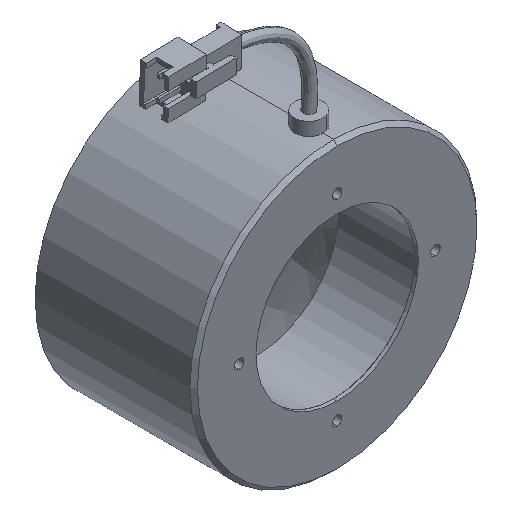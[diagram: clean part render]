
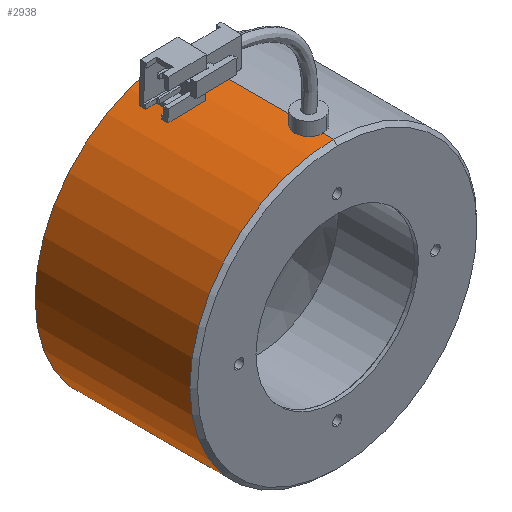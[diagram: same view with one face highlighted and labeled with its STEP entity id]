
A CAD part, isometric view. The second image highlights one B-rep face of the part: STEP entity #2938.
In plain terms, the highlighted cylindrical face has radius 38 mm (diameter 76 mm), a partial arc.
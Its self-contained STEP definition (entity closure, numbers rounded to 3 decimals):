
#94 = DIRECTION ( 'NONE',  ( 0., -1., 0. ) ) ;
#392 = B_SPLINE_CURVE_WITH_KNOTS ( 'NONE', 3,
 ( #4161, #400, #5033, #3351, #1641, #3333, #1241, #2951, #2916, #3365, #5452, #839, #5066, #3776, #4147, #774 ),
 .UNSPECIFIED., .F., .F.,
 ( 4, 2, 2, 2, 2, 2, 2, 4 ),
 ( 0.01, 0.01, 0.011, 0.011, 0.011, 0.012, 0.012, 0.013 ),
 .UNSPECIFIED. ) ;
#400 = CARTESIAN_POINT ( 'NONE',  ( 2.1, -7.638, 37.942 ) ) ;
#439 = LINE ( 'NONE', #4337, #1573 ) ;
#449 = CARTESIAN_POINT ( 'NONE',  ( 0.137, -5.4, 38. ) ) ;
#459 = EDGE_CURVE ( 'NONE', #2606, #3593, #4117, .T. ) ;
#507 = FACE_OUTER_BOUND ( 'NONE', #2308, .T. ) ;
#725 = ORIENTED_EDGE ( 'NONE', *, *, #2685, .F. ) ;
#774 = CARTESIAN_POINT ( 'NONE',  ( 0., -9.6, 38. ) ) ;
#818 = CARTESIAN_POINT ( 'NONE',  ( 0., -9.6, 38. ) ) ;
#839 = CARTESIAN_POINT ( 'NONE',  ( 1.054, -9.322, 37.986 ) ) ;
#901 = EDGE_CURVE ( 'NONE', #1910, #1149, #392, .T. ) ;
#941 = CARTESIAN_POINT ( 'NONE',  ( 1.823, -6.448, 37.956 ) ) ;
#949 = AXIS2_PLACEMENT_3D ( 'NONE', #4698, #94, #2249 ) ;
#1073 = EDGE_CURVE ( 'NONE', #2606, #1149, #4935, .T. ) ;
#1083 = DIRECTION ( 'NONE',  ( 0., 1., 0. ) ) ;
#1149 = VERTEX_POINT ( 'NONE', #818 ) ;
#1241 = CARTESIAN_POINT ( 'NONE',  ( 1.823, -8.552, 37.956 ) ) ;
#1310 = CARTESIAN_POINT ( 'NONE',  ( 0., -5.4, 38. ) ) ;
#1369 = CARTESIAN_POINT ( 'NONE',  ( 0.544, -5.467, 37.996 ) ) ;
#1388 = CARTESIAN_POINT ( 'NONE',  ( 1.887, -6.569, 37.953 ) ) ;
#1573 = VECTOR ( 'NONE', #1765, 1000. ) ;
#1641 = CARTESIAN_POINT ( 'NONE',  ( 1.993, -8.177, 37.948 ) ) ;
#1741 = CARTESIAN_POINT ( 'NONE',  ( 2.1, -7.5, 37.942 ) ) ;
#1765 = DIRECTION ( 'NONE',  ( 0., 1., 0. ) ) ;
#1772 = ORIENTED_EDGE ( 'NONE', *, *, #459, .T. ) ;
#1791 = CARTESIAN_POINT ( 'NONE',  ( 0., 26.6, -38. ) ) ;
#1813 = DIRECTION ( 'NONE',  ( 0., 1., 0. ) ) ;
#1910 = VERTEX_POINT ( 'NONE', #4211 ) ;
#2059 = AXIS2_PLACEMENT_3D ( 'NONE', #5412, #1083, #2416 ) ;
#2065 = EDGE_CURVE ( 'NONE', #3609, #2804, #3696, .T. ) ;
#2198 = CARTESIAN_POINT ( 'NONE',  ( 1.056, -5.664, 37.986 ) ) ;
#2249 = DIRECTION ( 'NONE',  ( 0., 0., -1. ) ) ;
#2308 = EDGE_LOOP ( 'NONE', ( #1772, #5023, #4197, #725, #4259, #3279, #3527 ) ) ;
#2309 = VECTOR ( 'NONE', #4786, 1000. ) ;
#2416 = DIRECTION ( 'NONE',  ( 0., 0., 1. ) ) ;
#2467 = DIRECTION ( 'NONE',  ( 0., 1., 0. ) ) ;
#2600 = CARTESIAN_POINT ( 'NONE',  ( 1.993, -6.823, 37.948 ) ) ;
#2606 = VERTEX_POINT ( 'NONE', #4640 ) ;
#2655 = CARTESIAN_POINT ( 'NONE',  ( 2.1, -7.361, 37.942 ) ) ;
#2685 = EDGE_CURVE ( 'NONE', #3180, #2804, #439, .T. ) ;
#2702 = CARTESIAN_POINT ( 'NONE',  ( 0., -5.4, 38. ) ) ;
#2766 = VECTOR ( 'NONE', #1813, 1000. ) ;
#2804 = VERTEX_POINT ( 'NONE', #4411 ) ;
#2882 = CARTESIAN_POINT ( 'NONE',  ( 0., -42., 0. ) ) ;
#2916 = CARTESIAN_POINT ( 'NONE',  ( 1.582, -8.888, 37.967 ) ) ;
#2938 = ADVANCED_FACE ( 'NONE', ( #507 ), #5367, .T. ) ;
#2951 = CARTESIAN_POINT ( 'NONE',  ( 1.671, -8.78, 37.963 ) ) ;
#3180 = VERTEX_POINT ( 'NONE', #2702 ) ;
#3279 = ORIENTED_EDGE ( 'NONE', *, *, #901, .T. ) ;
#3333 = CARTESIAN_POINT ( 'NONE',  ( 1.887, -8.431, 37.953 ) ) ;
#3351 = CARTESIAN_POINT ( 'NONE',  ( 2.033, -8.043, 37.946 ) ) ;
#3365 = CARTESIAN_POINT ( 'NONE',  ( 1.389, -9.081, 37.975 ) ) ;
#3525 = LINE ( 'NONE', #1791, #2309 ) ;
#3527 = ORIENTED_EDGE ( 'NONE', *, *, #1073, .F. ) ;
#3593 = VERTEX_POINT ( 'NONE', #3815 ) ;
#3609 = VERTEX_POINT ( 'NONE', #3826 ) ;
#3696 = CIRCLE ( 'NONE', #949, 38. ) ;
#3776 = CARTESIAN_POINT ( 'NONE',  ( 0.553, -9.544, 37.997 ) ) ;
#3815 = CARTESIAN_POINT ( 'NONE',  ( 0., -42., -38. ) ) ;
#3826 = CARTESIAN_POINT ( 'NONE',  ( 0., -1., -38. ) ) ;
#3877 = CARTESIAN_POINT ( 'NONE',  ( 0., 26.6, 38. ) ) ;
#3882 = CARTESIAN_POINT ( 'NONE',  ( 2.033, -6.956, 37.946 ) ) ;
#3898 = CARTESIAN_POINT ( 'NONE',  ( 0.677, -5.507, 37.994 ) ) ;
#4117 = CIRCLE ( 'NONE', #4843, 38. ) ;
#4147 = CARTESIAN_POINT ( 'NONE',  ( 0.277, -9.6, 38. ) ) ;
#4161 = CARTESIAN_POINT ( 'NONE',  ( 2.1, -7.5, 37.942 ) ) ;
#4197 = ORIENTED_EDGE ( 'NONE', *, *, #2065, .T. ) ;
#4211 = CARTESIAN_POINT ( 'NONE',  ( 2.1, -7.5, 37.942 ) ) ;
#4217 = EDGE_CURVE ( 'NONE', #3593, #3609, #3525, .T. ) ;
#4259 = ORIENTED_EDGE ( 'NONE', *, *, #5283, .T. ) ;
#4260 = CARTESIAN_POINT ( 'NONE',  ( 1.291, -5.821, 37.979 ) ) ;
#4281 = CARTESIAN_POINT ( 'NONE',  ( 2.086, -7.225, 37.943 ) ) ;
#4337 = CARTESIAN_POINT ( 'NONE',  ( 0., 26.6, 38. ) ) ;
#4411 = CARTESIAN_POINT ( 'NONE',  ( 0., -1., 38. ) ) ;
#4640 = CARTESIAN_POINT ( 'NONE',  ( 0., -42., 38. ) ) ;
#4698 = CARTESIAN_POINT ( 'NONE',  ( 0., -1., 0. ) ) ;
#4786 = DIRECTION ( 'NONE',  ( 0., 1., 0. ) ) ;
#4843 = AXIS2_PLACEMENT_3D ( 'NONE', #2882, #2467, #5460 ) ;
#4935 = LINE ( 'NONE', #3877, #2766 ) ;
#5023 = ORIENTED_EDGE ( 'NONE', *, *, #4217, .T. ) ;
#5033 = CARTESIAN_POINT ( 'NONE',  ( 2.086, -7.775, 37.943 ) ) ;
#5066 = CARTESIAN_POINT ( 'NONE',  ( 0.932, -9.387, 37.989 ) ) ;
#5102 = B_SPLINE_CURVE_WITH_KNOTS ( 'NONE', 3,
 ( #1310, #449, #5160, #1369, #3898, #2198, #4260, #5179, #5192, #941, #1388, #2600, #3882, #4281, #2655, #1741 ),
 .UNSPECIFIED., .F., .F.,
 ( 4, 2, 2, 2, 2, 2, 2, 4 ),
 ( 0.007, 0.007, 0.007, 0.008, 0.009, 0.009, 0.009, 0.01 ),
 .UNSPECIFIED. ) ;
#5160 = CARTESIAN_POINT ( 'NONE',  ( 0.273, -5.413, 37.999 ) ) ;
#5179 = CARTESIAN_POINT ( 'NONE',  ( 1.581, -6.111, 37.967 ) ) ;
#5192 = CARTESIAN_POINT ( 'NONE',  ( 1.67, -6.219, 37.963 ) ) ;
#5283 = EDGE_CURVE ( 'NONE', #3180, #1910, #5102, .T. ) ;
#5367 = CYLINDRICAL_SURFACE ( 'NONE', #2059, 38. ) ;
#5412 = CARTESIAN_POINT ( 'NONE',  ( 0., 26.6, 0. ) ) ;
#5452 = CARTESIAN_POINT ( 'NONE',  ( 1.283, -9.168, 37.979 ) ) ;
#5460 = DIRECTION ( 'NONE',  ( 0., 0., 1. ) ) ;
